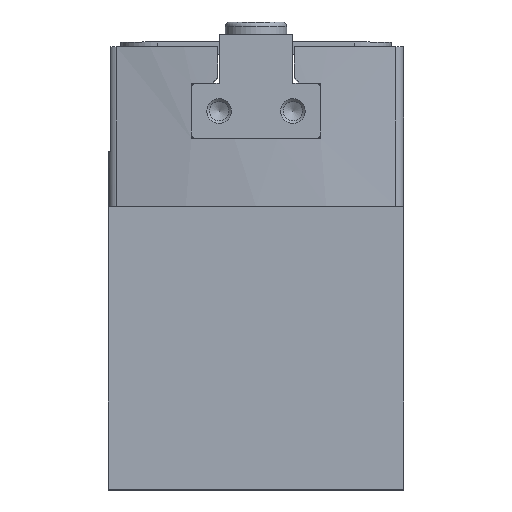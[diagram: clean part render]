
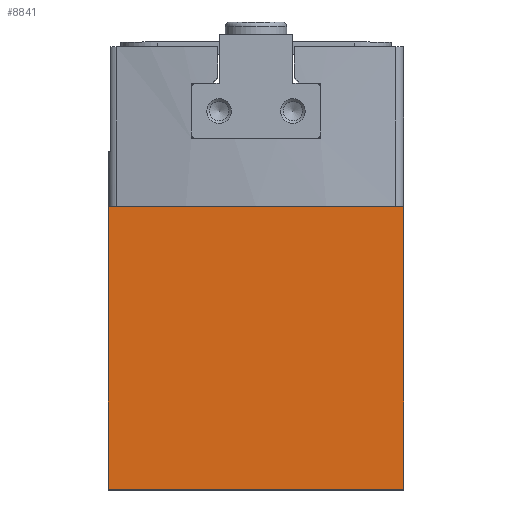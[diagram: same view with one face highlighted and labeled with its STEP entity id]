
A CAD part, top view. The second image highlights one B-rep face of the part: STEP entity #8841.
In plain terms, the highlighted planar face has unit normal (0, 0, 1).
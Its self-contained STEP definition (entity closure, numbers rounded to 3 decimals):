
#1160=ORIENTED_EDGE('',*,*,#2758,.T.);
#1161=ORIENTED_EDGE('',*,*,#2749,.F.);
#1162=ORIENTED_EDGE('',*,*,#2826,.F.);
#1163=ORIENTED_EDGE('',*,*,#2594,.T.);
#2594=EDGE_CURVE('',#3429,#3428,#3953,.T.);
#2749=EDGE_CURVE('',#3552,#3553,#4056,.T.);
#2758=EDGE_CURVE('',#3428,#3553,#4058,.T.);
#2826=EDGE_CURVE('',#3429,#3552,#4092,.T.);
#3428=VERTEX_POINT('',#12489);
#3429=VERTEX_POINT('',#12491);
#3552=VERTEX_POINT('',#12854);
#3553=VERTEX_POINT('',#12856);
#3953=LINE('',#12490,#4431);
#4056=LINE('',#12855,#4534);
#4058=LINE('',#12871,#4536);
#4092=LINE('',#13003,#4570);
#4431=VECTOR('',#10242,1000.);
#4534=VECTOR('',#10489,1000.);
#4536=VECTOR('',#10507,1000.);
#4570=VECTOR('',#10627,1000.);
#5010=EDGE_LOOP('',(#1160,#1161,#1162,#1163));
#5582=FACE_BOUND('',#5010,.T.);
#6066=PLANE('',#9432);
#8841=ADVANCED_FACE('',(#5582),#6066,.F.);
#9432=AXIS2_PLACEMENT_3D('',#13002,#10625,#10626);
#10242=DIRECTION('',(0.,-1.,0.));
#10489=DIRECTION('',(0.,-1.,0.));
#10507=DIRECTION('',(1.,0.,0.));
#10625=DIRECTION('',(0.,0.,-1.));
#10626=DIRECTION('',(-1.,0.,0.));
#10627=DIRECTION('',(1.,0.,0.));
#12489=CARTESIAN_POINT('',(-12.,0.,18.));
#12490=CARTESIAN_POINT('',(-12.,23.,18.));
#12491=CARTESIAN_POINT('',(-12.,23.,18.));
#12854=CARTESIAN_POINT('',(12.,23.,18.));
#12855=CARTESIAN_POINT('',(12.,23.,18.));
#12856=CARTESIAN_POINT('',(12.,0.,18.));
#12871=CARTESIAN_POINT('',(-12.,0.,18.));
#13002=CARTESIAN_POINT('',(-12.,23.,18.));
#13003=CARTESIAN_POINT('',(-12.,23.,18.));
